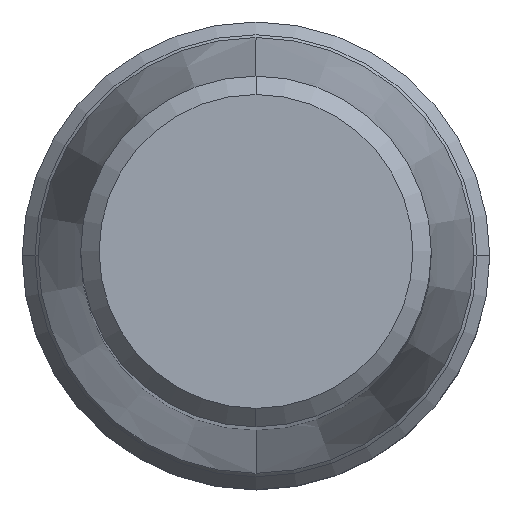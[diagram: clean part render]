
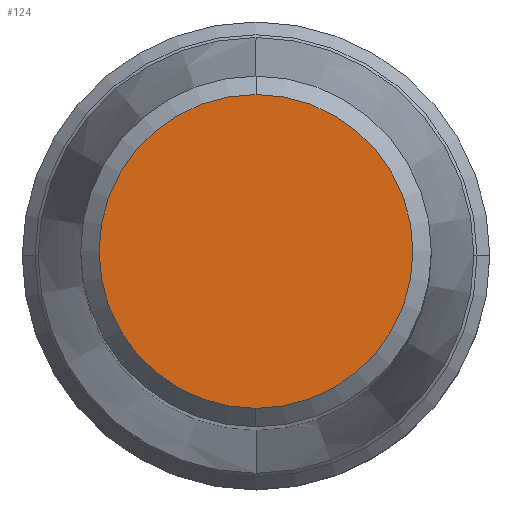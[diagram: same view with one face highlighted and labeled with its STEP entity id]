
A CAD part, top view. The second image highlights one B-rep face of the part: STEP entity #124.
In plain terms, the highlighted planar face has unit normal (0, 0, 1).
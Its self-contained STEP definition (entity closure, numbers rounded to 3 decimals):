
#53=PLANE('',#1140);
#124=ADVANCED_FACE('',(#207),#53,.F.);
#207=FACE_OUTER_BOUND('',#267,.T.);
#267=EDGE_LOOP('',(#462,#463));
#462=ORIENTED_EDGE('',*,*,#690,.T.);
#463=ORIENTED_EDGE('',*,*,#692,.T.);
#582=VERTEX_POINT('',#1750);
#583=VERTEX_POINT('',#1752);
#690=EDGE_CURVE('',#583,#582,#796,.T.);
#692=EDGE_CURVE('',#582,#583,#797,.T.);
#796=CIRCLE('',#1136,8.525);
#797=CIRCLE('',#1138,8.525);
#1136=AXIS2_PLACEMENT_3D('',#1751,#1450,#1451);
#1138=AXIS2_PLACEMENT_3D('',#1755,#1455,#1456);
#1140=AXIS2_PLACEMENT_3D('',#1757,#1459,#1460);
#1450=DIRECTION('',(0.,0.,1.));
#1451=DIRECTION('',(0.,1.,0.));
#1455=DIRECTION('',(0.,0.,1.));
#1456=DIRECTION('',(0.,-1.,0.));
#1459=DIRECTION('',(0.,0.,-1.));
#1460=DIRECTION('',(0.,1.,0.));
#1750=CARTESIAN_POINT('',(0.,-8.525,0.));
#1751=CARTESIAN_POINT('',(0.,0.,0.));
#1752=CARTESIAN_POINT('',(0.,8.525,0.));
#1755=CARTESIAN_POINT('',(0.,0.,0.));
#1757=CARTESIAN_POINT('',(0.,0.,0.));
